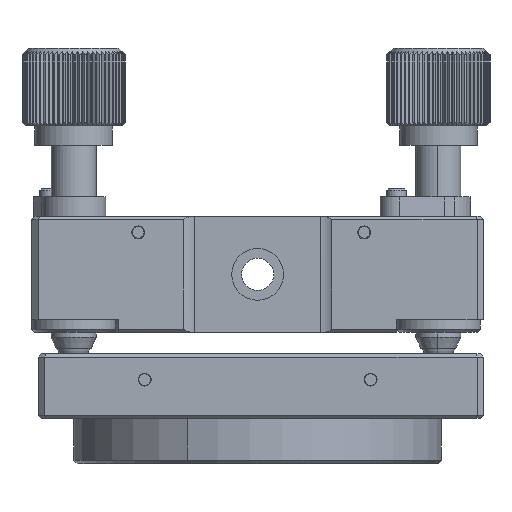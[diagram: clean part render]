
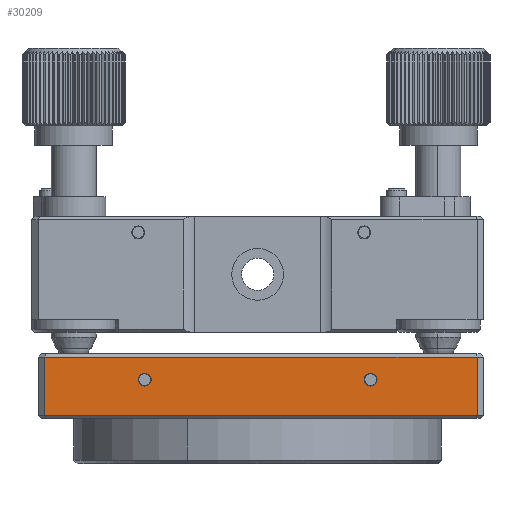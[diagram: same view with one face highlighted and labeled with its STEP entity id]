
A CAD part, front view. The second image highlights one B-rep face of the part: STEP entity #30209.
In plain terms, the highlighted planar face has unit normal (0, -1, 0).
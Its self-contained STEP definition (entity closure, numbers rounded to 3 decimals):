
#903 = VERTEX_POINT ( 'NONE', #32271 ) ;
#1140 = EDGE_CURVE ( 'NONE', #27778, #21670, #22423, .T. ) ;
#1408 = VECTOR ( 'NONE', #14034, 1000. ) ;
#2178 = EDGE_CURVE ( 'NONE', #5079, #26175, #33691, .T. ) ;
#3364 = AXIS2_PLACEMENT_3D ( 'NONE', #11994, #9396, #17264 ) ;
#3546 = CARTESIAN_POINT ( 'NONE',  ( -45.393, -31.717, 57.7 ) ) ;
#3557 = CARTESIAN_POINT ( 'NONE',  ( -29.893, -31.717, 53.7 ) ) ;
#4110 = LINE ( 'NONE', #3546, #24281 ) ;
#4799 = EDGE_LOOP ( 'NONE', ( #27518, #21876 ) ) ;
#4962 = CARTESIAN_POINT ( 'NONE',  ( -46.393, -31.717, 57.7 ) ) ;
#5079 = VERTEX_POINT ( 'NONE', #35197 ) ;
#5356 = ORIENTED_EDGE ( 'NONE', *, *, #25642, .T. ) ;
#5778 = FACE_OUTER_BOUND ( 'NONE', #24948, .T. ) ;
#6598 = LINE ( 'NONE', #15445, #25070 ) ;
#8855 = CARTESIAN_POINT ( 'NONE',  ( 5.107, -31.717, 54.7 ) ) ;
#9396 = DIRECTION ( 'NONE',  ( 0., -1., 0. ) ) ;
#9563 = CARTESIAN_POINT ( 'NONE',  ( -45.393, -31.717, 57.2 ) ) ;
#9724 = CARTESIAN_POINT ( 'NONE',  ( 21.607, -31.717, 48.2 ) ) ;
#9851 = DIRECTION ( 'NONE',  ( 0., 0., 1. ) ) ;
#10123 = ORIENTED_EDGE ( 'NONE', *, *, #2178, .F. ) ;
#10277 = EDGE_CURVE ( 'NONE', #26175, #5079, #34795, .T. ) ;
#10356 = PLANE ( 'NONE',  #33201 ) ;
#10678 = AXIS2_PLACEMENT_3D ( 'NONE', #12020, #26083, #11913 ) ;
#10956 = DIRECTION ( 'NONE',  ( 0., 1., 0. ) ) ;
#11913 = DIRECTION ( 'NONE',  ( 0., 0., -1. ) ) ;
#11994 = CARTESIAN_POINT ( 'NONE',  ( -29.893, -31.717, 53.7 ) ) ;
#12020 = CARTESIAN_POINT ( 'NONE',  ( 5.107, -31.717, 53.7 ) ) ;
#12445 = ORIENTED_EDGE ( 'NONE', *, *, #16328, .T. ) ;
#12977 = CARTESIAN_POINT ( 'NONE',  ( -45.393, -31.717, 48.2 ) ) ;
#14034 = DIRECTION ( 'NONE',  ( 1., 0., 0. ) ) ;
#14555 = DIRECTION ( 'NONE',  ( 0., 0., -1. ) ) ;
#14829 = EDGE_CURVE ( 'NONE', #31774, #27778, #4110, .T. ) ;
#15445 = CARTESIAN_POINT ( 'NONE',  ( 21.607, -31.717, 57.7 ) ) ;
#16328 = EDGE_CURVE ( 'NONE', #21670, #27732, #6598, .T. ) ;
#16525 = CIRCLE ( 'NONE', #10678, 1. ) ;
#16686 = EDGE_CURVE ( 'NONE', #31636, #903, #26755, .T. ) ;
#17264 = DIRECTION ( 'NONE',  ( 0., 0., -1. ) ) ;
#17383 = DIRECTION ( 'NONE',  ( -1., 0., 0. ) ) ;
#17748 = FACE_BOUND ( 'NONE', #4799, .T. ) ;
#18125 = DIRECTION ( 'NONE',  ( 0., -1., 0. ) ) ;
#19316 = AXIS2_PLACEMENT_3D ( 'NONE', #26671, #18125, #29218 ) ;
#19862 = DIRECTION ( 'NONE',  ( 0., -1., 0. ) ) ;
#20549 = CARTESIAN_POINT ( 'NONE',  ( 21.607, -31.717, 57.2 ) ) ;
#21670 = VERTEX_POINT ( 'NONE', #9724 ) ;
#21876 = ORIENTED_EDGE ( 'NONE', *, *, #16686, .F. ) ;
#22423 = LINE ( 'NONE', #33347, #1408 ) ;
#22829 = ORIENTED_EDGE ( 'NONE', *, *, #1140, .T. ) ;
#23388 = EDGE_LOOP ( 'NONE', ( #32887, #10123 ) ) ;
#24281 = VECTOR ( 'NONE', #14555, 1000. ) ;
#24948 = EDGE_LOOP ( 'NONE', ( #12445, #5356, #24964, #22829 ) ) ;
#24964 = ORIENTED_EDGE ( 'NONE', *, *, #14829, .T. ) ;
#25045 = DIRECTION ( 'NONE',  ( 0., 0., -1. ) ) ;
#25070 = VECTOR ( 'NONE', #9851, 1000. ) ;
#25215 = VECTOR ( 'NONE', #17383, 1000. ) ;
#25642 = EDGE_CURVE ( 'NONE', #27732, #31774, #30796, .T. ) ;
#26083 = DIRECTION ( 'NONE',  ( 0., -1., 0. ) ) ;
#26175 = VERTEX_POINT ( 'NONE', #35081 ) ;
#26671 = CARTESIAN_POINT ( 'NONE',  ( 5.107, -31.717, 53.7 ) ) ;
#26755 = CIRCLE ( 'NONE', #19316, 1. ) ;
#27518 = ORIENTED_EDGE ( 'NONE', *, *, #29874, .F. ) ;
#27732 = VERTEX_POINT ( 'NONE', #20549 ) ;
#27734 = AXIS2_PLACEMENT_3D ( 'NONE', #3557, #19862, #25045 ) ;
#27778 = VERTEX_POINT ( 'NONE', #12977 ) ;
#29218 = DIRECTION ( 'NONE',  ( 0., 0., -1. ) ) ;
#29874 = EDGE_CURVE ( 'NONE', #903, #31636, #16525, .T. ) ;
#30209 = ADVANCED_FACE ( 'NONE', ( #17748, #34951, #5778 ), #10356, .F. ) ;
#30263 = DIRECTION ( 'NONE',  ( 0., 0., 1. ) ) ;
#30796 = LINE ( 'NONE', #30980, #25215 ) ;
#30980 = CARTESIAN_POINT ( 'NONE',  ( -46.393, -31.717, 57.2 ) ) ;
#31636 = VERTEX_POINT ( 'NONE', #8855 ) ;
#31774 = VERTEX_POINT ( 'NONE', #9563 ) ;
#32271 = CARTESIAN_POINT ( 'NONE',  ( 5.107, -31.717, 52.7 ) ) ;
#32887 = ORIENTED_EDGE ( 'NONE', *, *, #10277, .F. ) ;
#33201 = AXIS2_PLACEMENT_3D ( 'NONE', #4962, #10956, #30263 ) ;
#33347 = CARTESIAN_POINT ( 'NONE',  ( 21.607, -31.717, 48.2 ) ) ;
#33691 = CIRCLE ( 'NONE', #3364, 1. ) ;
#34795 = CIRCLE ( 'NONE', #27734, 1. ) ;
#34951 = FACE_BOUND ( 'NONE', #23388, .T. ) ;
#35081 = CARTESIAN_POINT ( 'NONE',  ( -29.893, -31.717, 52.7 ) ) ;
#35197 = CARTESIAN_POINT ( 'NONE',  ( -29.893, -31.717, 54.7 ) ) ;
